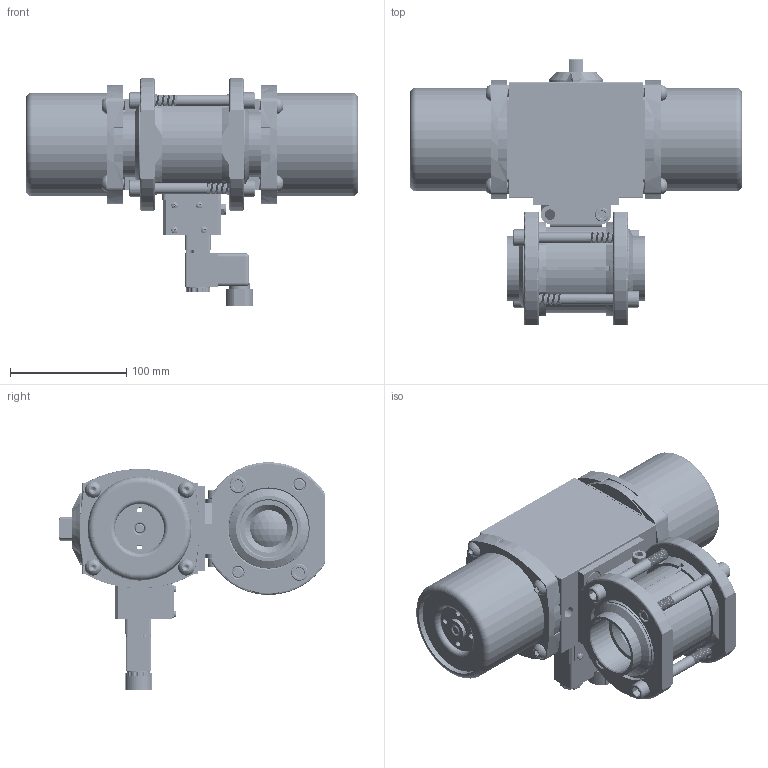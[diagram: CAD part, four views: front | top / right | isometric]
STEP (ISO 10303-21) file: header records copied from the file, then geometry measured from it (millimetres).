
FILE_DESCRIPTION (( 'STEP AP203' ), '1' );
FILE_NAME ('22XXSWSA522SR3GPDC.step', '2018-06-12T12:01:33', ( '' ), ( '' ), 'SwSTEP 2.0', 'SolidWorks 2017', '' );
FILE_SCHEMA (( 'CONFIG_CONTROL_DESIGN' ));
Products named in the file (1): 22XXSWSA522SR3GPDC
Bounding box: 285.09 x 229.11 x 195.45 mm (x, y, z)
Volume: 1480407 mm3; surface area: 572693.4 mm2
Topology: 68 solids, 68 shells, 6017 faces, 15491 edges, 9695 vertices
Faces by surface type: cylinder 2600, cone 2052, plane 997, torus 253, bspline 85, sphere 30
Entity records: 215928 total; most frequent: CARTESIAN_POINT 68458, DIRECTION 32911, ORIENTED_EDGE 30722, EDGE_CURVE 15361, AXIS2_PLACEMENT_3D 13374, VERTEX_POINT 9693, CIRCLE 7441, EDGE_LOOP 6482
